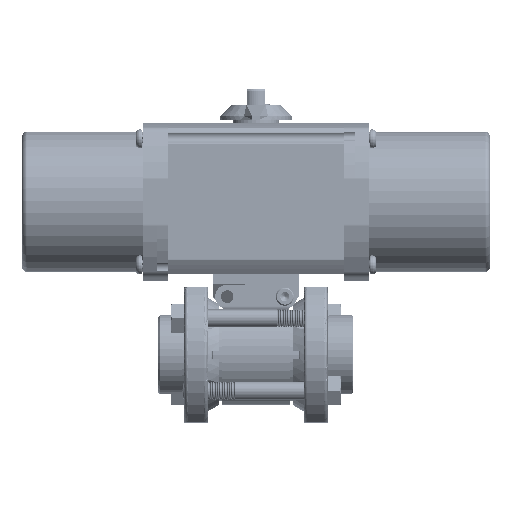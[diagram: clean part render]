
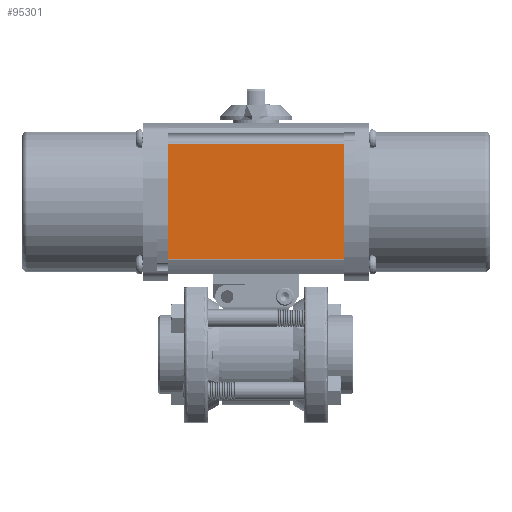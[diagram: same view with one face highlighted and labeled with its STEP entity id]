
A CAD part, top view. The second image highlights one B-rep face of the part: STEP entity #95301.
In plain terms, the highlighted planar face has unit normal (0, 0, 1).
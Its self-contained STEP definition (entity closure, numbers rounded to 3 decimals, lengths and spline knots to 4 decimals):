
#198 = LINE ( 'NONE', #90426, #157060 ) ;
#1366 = DIRECTION ( 'NONE',  ( 0., 1., 0. ) ) ;
#8613 = ORIENTED_EDGE ( 'NONE', *, *, #71155, .T. ) ;
#10968 = ORIENTED_EDGE ( 'NONE', *, *, #198644, .T. ) ;
#16583 = VERTEX_POINT ( 'NONE', #160034 ) ;
#44993 = LINE ( 'NONE', #187232, #82919 ) ;
#57133 = EDGE_CURVE ( 'NONE', #16583, #106693, #193400, .T. ) ;
#59796 = CARTESIAN_POINT ( 'NONE',  ( -1.5275, 3.6471, 1.17 ) ) ;
#63236 = VERTEX_POINT ( 'NONE', #133834 ) ;
#71155 = EDGE_CURVE ( 'NONE', #63236, #106693, #198, .T. ) ;
#73546 = VERTEX_POINT ( 'NONE', #132638 ) ;
#82919 = VECTOR ( 'NONE', #203477, 39.3701 ) ;
#88211 = DIRECTION ( 'NONE',  ( 0., -1., 0. ) ) ;
#89657 = CARTESIAN_POINT ( 'NONE',  ( -5.0403, 1.6529, 1.17 ) ) ;
#90426 = CARTESIAN_POINT ( 'NONE',  ( -5.0403, 3.6471, 1.17 ) ) ;
#95301 = ADVANCED_FACE ( 'NONE', ( #198757 ), #135596, .F. ) ;
#98240 = CARTESIAN_POINT ( 'NONE',  ( -1.5275, 3.6544, 1.17 ) ) ;
#99078 = LINE ( 'NONE', #89657, #136994 ) ;
#106693 = VERTEX_POINT ( 'NONE', #59796 ) ;
#117452 = VECTOR ( 'NONE', #1366, 39.3701 ) ;
#130929 = ORIENTED_EDGE ( 'NONE', *, *, #166213, .F. ) ;
#132638 = CARTESIAN_POINT ( 'NONE',  ( 1.5275, 1.6529, 1.17 ) ) ;
#133834 = CARTESIAN_POINT ( 'NONE',  ( 1.5275, 3.6471, 1.17 ) ) ;
#134245 = CARTESIAN_POINT ( 'NONE',  ( -5.0403, 3.6544, 1.17 ) ) ;
#135596 = PLANE ( 'NONE',  #198179 ) ;
#136994 = VECTOR ( 'NONE', #202788, 39.3701 ) ;
#157060 = VECTOR ( 'NONE', #203529, 39.3701 ) ;
#160034 = CARTESIAN_POINT ( 'NONE',  ( -1.5275, 1.6529, 1.17 ) ) ;
#166213 = EDGE_CURVE ( 'NONE', #63236, #73546, #44993, .T. ) ;
#185048 = DIRECTION ( 'NONE',  ( 0., 0., -1. ) ) ;
#187232 = CARTESIAN_POINT ( 'NONE',  ( 1.5275, 3.6544, 1.17 ) ) ;
#193400 = LINE ( 'NONE', #98240, #117452 ) ;
#193711 = EDGE_LOOP ( 'NONE', ( #130929, #8613, #202253, #10968 ) ) ;
#198179 = AXIS2_PLACEMENT_3D ( 'NONE', #134245, #185048, #88211 ) ;
#198644 = EDGE_CURVE ( 'NONE', #16583, #73546, #99078, .T. ) ;
#198757 = FACE_OUTER_BOUND ( 'NONE', #193711, .T. ) ;
#202253 = ORIENTED_EDGE ( 'NONE', *, *, #57133, .F. ) ;
#202788 = DIRECTION ( 'NONE',  ( 1., 0., 0. ) ) ;
#203477 = DIRECTION ( 'NONE',  ( 0., -1., 0. ) ) ;
#203529 = DIRECTION ( 'NONE',  ( -1., 0., 0. ) ) ;
